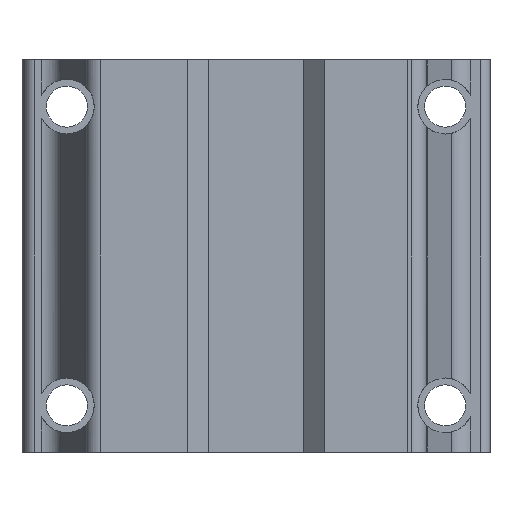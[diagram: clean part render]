
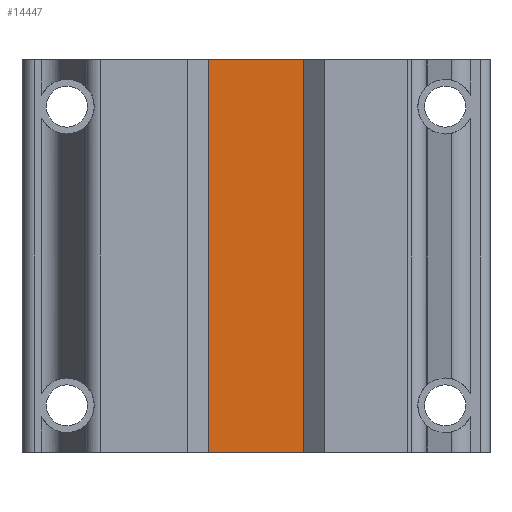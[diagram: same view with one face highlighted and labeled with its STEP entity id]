
A CAD part, front view. The second image highlights one B-rep face of the part: STEP entity #14447.
In plain terms, the highlighted planar face has unit normal (0, -1, 0).
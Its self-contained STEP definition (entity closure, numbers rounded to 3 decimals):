
#778 = EDGE_CURVE ( 'NONE', #8381, #9188, #8317, .T. ) ;
#999 = ORIENTED_EDGE ( 'NONE', *, *, #1349, .F. ) ;
#1349 = EDGE_CURVE ( 'NONE', #7717, #8381, #1867, .T. ) ;
#1603 = CARTESIAN_POINT ( 'NONE',  ( -4.949, 10.7, 0. ) ) ;
#1867 = LINE ( 'NONE', #11770, #11900 ) ;
#2064 = DIRECTION ( 'NONE',  ( 0., 1., 0. ) ) ;
#2082 = VECTOR ( 'NONE', #14195, 1000. ) ;
#3193 = FACE_OUTER_BOUND ( 'NONE', #11299, .T. ) ;
#3275 = CARTESIAN_POINT ( 'NONE',  ( -4.949, 10.7, 39.4 ) ) ;
#4423 = VECTOR ( 'NONE', #14175, 1000. ) ;
#5031 = CARTESIAN_POINT ( 'NONE',  ( -4.949, 10.7, 39.4 ) ) ;
#7065 = EDGE_CURVE ( 'NONE', #10175, #9188, #9266, .T. ) ;
#7143 = DIRECTION ( 'NONE',  ( -1., 0., 0. ) ) ;
#7335 = CARTESIAN_POINT ( 'NONE',  ( 4.949, 10.7, 39.4 ) ) ;
#7551 = EDGE_CURVE ( 'NONE', #7717, #10175, #10582, .T. ) ;
#7650 = ORIENTED_EDGE ( 'NONE', *, *, #7551, .T. ) ;
#7717 = VERTEX_POINT ( 'NONE', #5031 ) ;
#7799 = VECTOR ( 'NONE', #14667, 1000. ) ;
#8152 = CARTESIAN_POINT ( 'NONE',  ( 4.949, 10.7, 0. ) ) ;
#8208 = PLANE ( 'NONE',  #15590 ) ;
#8317 = LINE ( 'NONE', #7335, #7799 ) ;
#8381 = VERTEX_POINT ( 'NONE', #9334 ) ;
#9003 = ORIENTED_EDGE ( 'NONE', *, *, #778, .F. ) ;
#9188 = VERTEX_POINT ( 'NONE', #8152 ) ;
#9266 = LINE ( 'NONE', #1603, #4423 ) ;
#9290 = DIRECTION ( 'NONE',  ( 1., 0., 0. ) ) ;
#9334 = CARTESIAN_POINT ( 'NONE',  ( 4.949, 10.7, 39.4 ) ) ;
#10175 = VERTEX_POINT ( 'NONE', #11867 ) ;
#10582 = LINE ( 'NONE', #11596, #2082 ) ;
#11299 = EDGE_LOOP ( 'NONE', ( #15253, #9003, #999, #7650 ) ) ;
#11596 = CARTESIAN_POINT ( 'NONE',  ( -4.949, 10.7, 39.4 ) ) ;
#11770 = CARTESIAN_POINT ( 'NONE',  ( -4.949, 10.7, 39.4 ) ) ;
#11867 = CARTESIAN_POINT ( 'NONE',  ( -4.949, 10.7, 0. ) ) ;
#11900 = VECTOR ( 'NONE', #9290, 1000. ) ;
#14175 = DIRECTION ( 'NONE',  ( 1., 0., 0. ) ) ;
#14195 = DIRECTION ( 'NONE',  ( 0., 0., -1. ) ) ;
#14447 = ADVANCED_FACE ( 'NONE', ( #3193 ), #8208, .F. ) ;
#14667 = DIRECTION ( 'NONE',  ( 0., 0., -1. ) ) ;
#15253 = ORIENTED_EDGE ( 'NONE', *, *, #7065, .T. ) ;
#15590 = AXIS2_PLACEMENT_3D ( 'NONE', #3275, #2064, #7143 ) ;
